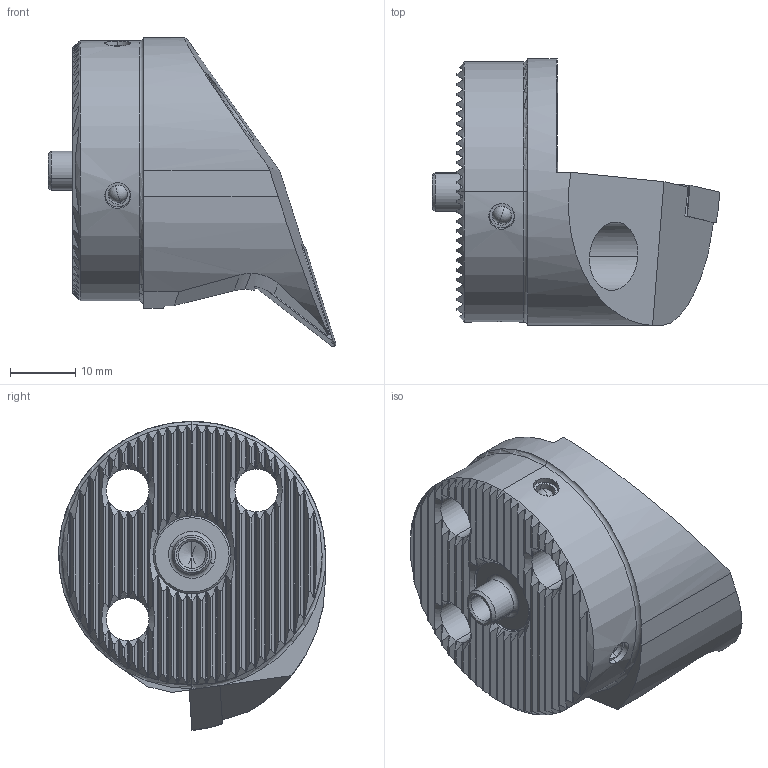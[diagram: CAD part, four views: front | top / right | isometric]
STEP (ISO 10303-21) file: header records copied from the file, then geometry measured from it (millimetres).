
FILE_DESCRIPTION (( 'STEP AP214' ), '1' );
FILE_NAME ('WK1.BVF.RQC.040.STEP', '2020-09-16T11:36:00', ( '' ), ( '' ), 'SwSTEP 2.0', 'SolidWorks 2017', '' );
FILE_SCHEMA (( 'AUTOMOTIVE_DESIGN' ));
Length unit declared in the file: millimetre
Products named in the file (7): KVT_MB_600_040; VBMT160404; WK1-BVF.RQC.040_A_Fertigbearbeitung; WK1.BVF.RQC.040; WCB-ER2.001.009_A; WK2-ER1.001.012_A_Fertigbearbeitung; WKX-ER1.004.005_A_PreviewCfg
Assembly tree (8 placements, depth 2):
  WK1.BVF.RQC.040
    WK1-BVF.RQC.040_A_Fertigbearbeitung
    KVT_MB_600_040  x2
    VBMT160404
    WCB-ER2.001.009_A
    WKX-ER1.004.005_A_PreviewCfg  x2
    WK2-ER1.001.012_A_Fertigbearbeitung
Bounding box: 44.2 x 41 x 47.5 mm (x, y, z)
Volume: 25168.9 mm3; surface area: 11023.8 mm2
Topology: 10 solids, 10 shells, 564 faces, 1522 edges, 961 vertices
Faces by surface type: plane 221, cylinder 198, cone 111, torus 14, bspline 14, sphere 6
Entity records: 18423 total; most frequent: CARTESIAN_POINT 5948, ORIENTED_EDGE 2792, DIRECTION 2197, EDGE_CURVE 1396, VERTEX_POINT 898, AXIS2_PLACEMENT_3D 842, EDGE_LOOP 538, B_SPLINE_CURVE_WITH_KNOTS 515
